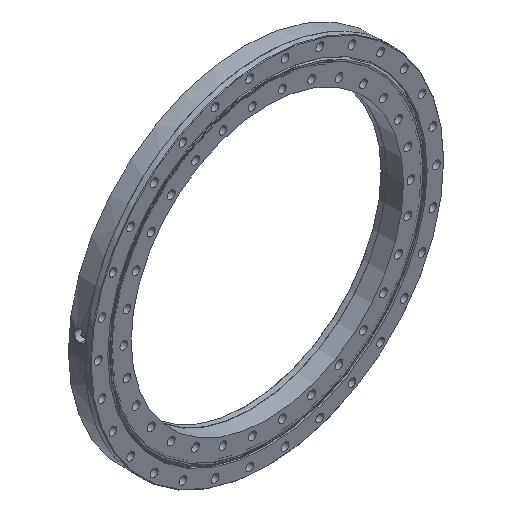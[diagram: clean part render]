
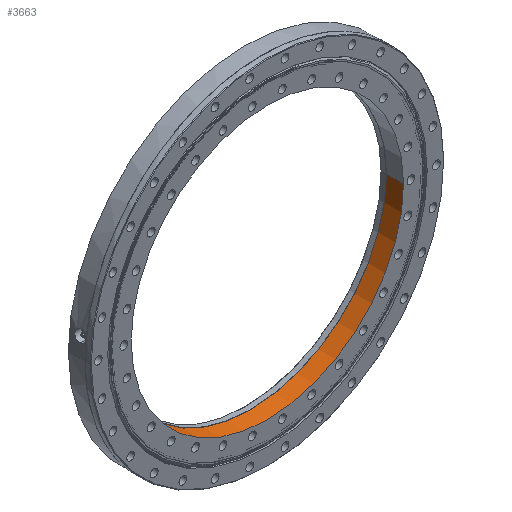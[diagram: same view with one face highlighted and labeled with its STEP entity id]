
A CAD part, isometric view. The second image highlights one B-rep face of the part: STEP entity #3663.
In plain terms, the highlighted cylindrical face has radius 239.5 mm (diameter 479 mm), a partial arc.
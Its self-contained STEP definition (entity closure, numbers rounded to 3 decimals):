
#1 = LINE ( 'NONE', #125, #8952 ) ;
#61 = DIRECTION ( 'NONE',  ( 0., 1., 0. ) ) ;
#78 = CARTESIAN_POINT ( 'NONE',  ( -239.5, 10., 0. ) ) ;
#125 = CARTESIAN_POINT ( 'NONE',  ( -239.5, 68.082, 0. ) ) ;
#745 = AXIS2_PLACEMENT_3D ( 'NONE', #3660, #8666, #4379 ) ;
#801 = EDGE_CURVE ( 'NONE', #4683, #9098, #8803, .T. ) ;
#945 = ORIENTED_EDGE ( 'NONE', *, *, #4297, .F. ) ;
#1577 = CARTESIAN_POINT ( 'NONE',  ( 239.5, -19.8, 0. ) ) ;
#2213 = VERTEX_POINT ( 'NONE', #78 ) ;
#2618 = EDGE_CURVE ( 'NONE', #8441, #2213, #1, .T. ) ;
#2897 = VECTOR ( 'NONE', #7742, 1000. ) ;
#3026 = FACE_OUTER_BOUND ( 'NONE', #7239, .T. ) ;
#3660 = CARTESIAN_POINT ( 'NONE',  ( 0., 10., 0. ) ) ;
#3663 = ADVANCED_FACE ( 'NONE', ( #3026 ), #8494, .F. ) ;
#3749 = AXIS2_PLACEMENT_3D ( 'NONE', #6485, #6754, #8420 ) ;
#4297 = EDGE_CURVE ( 'NONE', #4683, #8441, #5880, .T. ) ;
#4379 = DIRECTION ( 'NONE',  ( -1., 0., 0. ) ) ;
#4683 = VERTEX_POINT ( 'NONE', #1577 ) ;
#5158 = DIRECTION ( 'NONE',  ( -1., 0., 0. ) ) ;
#5186 = DIRECTION ( 'NONE',  ( 0., 1., 0. ) ) ;
#5203 = CARTESIAN_POINT ( 'NONE',  ( 0., -19.8, 0. ) ) ;
#5521 = CARTESIAN_POINT ( 'NONE',  ( -239.5, -19.8, 0. ) ) ;
#5849 = EDGE_CURVE ( 'NONE', #9098, #2213, #8758, .T. ) ;
#5880 = CIRCLE ( 'NONE', #7842, 239.5 ) ;
#6485 = CARTESIAN_POINT ( 'NONE',  ( 0., 68.082, 0. ) ) ;
#6754 = DIRECTION ( 'NONE',  ( 0., 1., 0. ) ) ;
#7239 = EDGE_LOOP ( 'NONE', ( #945, #8514, #8687, #7848 ) ) ;
#7742 = DIRECTION ( 'NONE',  ( 0., 1., 0. ) ) ;
#7842 = AXIS2_PLACEMENT_3D ( 'NONE', #5203, #5186, #5158 ) ;
#7848 = ORIENTED_EDGE ( 'NONE', *, *, #2618, .F. ) ;
#8420 = DIRECTION ( 'NONE',  ( -1., 0., 0. ) ) ;
#8441 = VERTEX_POINT ( 'NONE', #5521 ) ;
#8450 = CARTESIAN_POINT ( 'NONE',  ( 239.5, 10., 0. ) ) ;
#8494 = CYLINDRICAL_SURFACE ( 'NONE', #3749, 239.5 ) ;
#8514 = ORIENTED_EDGE ( 'NONE', *, *, #801, .T. ) ;
#8654 = CARTESIAN_POINT ( 'NONE',  ( 239.5, 68.082, 0. ) ) ;
#8666 = DIRECTION ( 'NONE',  ( 0., 1., 0. ) ) ;
#8687 = ORIENTED_EDGE ( 'NONE', *, *, #5849, .T. ) ;
#8758 = CIRCLE ( 'NONE', #745, 239.5 ) ;
#8803 = LINE ( 'NONE', #8654, #2897 ) ;
#8952 = VECTOR ( 'NONE', #61, 1000. ) ;
#9098 = VERTEX_POINT ( 'NONE', #8450 ) ;
